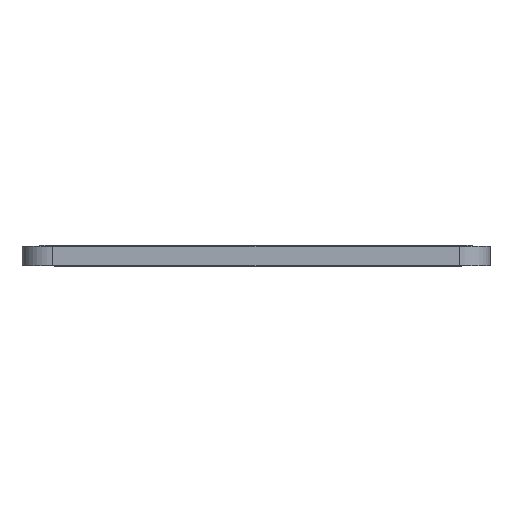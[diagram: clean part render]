
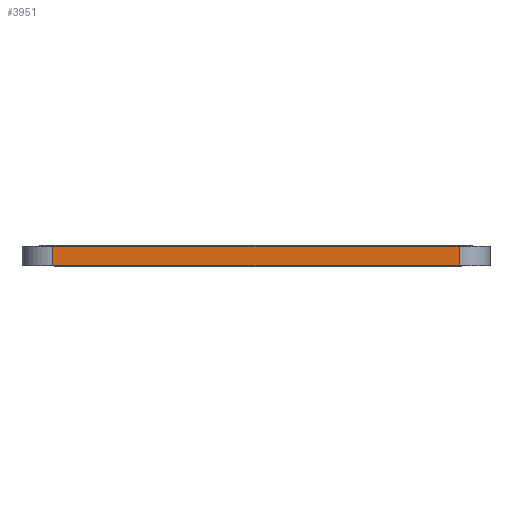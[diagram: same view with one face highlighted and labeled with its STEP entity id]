
A CAD part, front view. The second image highlights one B-rep face of the part: STEP entity #3951.
In plain terms, the highlighted planar face has unit normal (0, -1, 0).
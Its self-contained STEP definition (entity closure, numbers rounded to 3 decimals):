
#193=PLANE('',#4387);
#390=FACE_OUTER_BOUND('',#588,.T.);
#588=EDGE_LOOP('',(#3236,#3237,#3238,#3239));
#1000=LINE('',#6623,#1388);
#1001=LINE('',#6626,#1389);
#1002=LINE('',#6628,#1390);
#1003=LINE('',#6629,#1391);
#1388=VECTOR('',#5460,10.);
#1389=VECTOR('',#5463,10.);
#1390=VECTOR('',#5464,10.);
#1391=VECTOR('',#5465,10.);
#1956=VERTEX_POINT('',#6619);
#1957=VERTEX_POINT('',#6621);
#1958=VERTEX_POINT('',#6625);
#1959=VERTEX_POINT('',#6627);
#2502=EDGE_CURVE('',#1956,#1957,#1000,.T.);
#2503=EDGE_CURVE('',#1958,#1956,#1001,.T.);
#2504=EDGE_CURVE('',#1959,#1957,#1002,.T.);
#2505=EDGE_CURVE('',#1958,#1959,#1003,.T.);
#3236=ORIENTED_EDGE('',*,*,#2503,.T.);
#3237=ORIENTED_EDGE('',*,*,#2502,.T.);
#3238=ORIENTED_EDGE('',*,*,#2504,.F.);
#3239=ORIENTED_EDGE('',*,*,#2505,.F.);
#3951=ADVANCED_FACE('',(#390),#193,.T.);
#4387=AXIS2_PLACEMENT_3D('',#6624,#5461,#5462);
#5460=DIRECTION('',(0.,0.,1.));
#5461=DIRECTION('center_axis',(0.,-1.,0.));
#5462=DIRECTION('ref_axis',(1.,0.,0.));
#5463=DIRECTION('',(1.,0.,0.));
#5464=DIRECTION('',(1.,0.,0.));
#5465=DIRECTION('',(0.,0.,1.));
#6619=CARTESIAN_POINT('',(44.45,-0.635,0.));
#6621=CARTESIAN_POINT('',(44.45,-0.635,2.));
#6623=CARTESIAN_POINT('',(44.45,-0.635,0.));
#6624=CARTESIAN_POINT('Origin',(2.54,-0.635,0.));
#6625=CARTESIAN_POINT('',(2.54,-0.635,0.));
#6626=CARTESIAN_POINT('',(2.54,-0.635,0.));
#6627=CARTESIAN_POINT('',(2.54,-0.635,2.));
#6628=CARTESIAN_POINT('',(2.54,-0.635,2.));
#6629=CARTESIAN_POINT('',(2.54,-0.635,0.));
